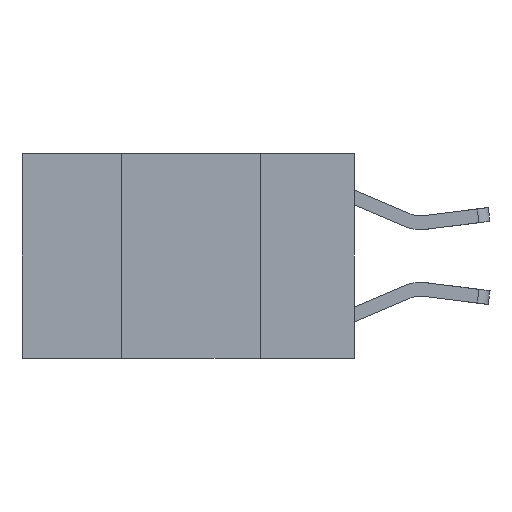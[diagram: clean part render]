
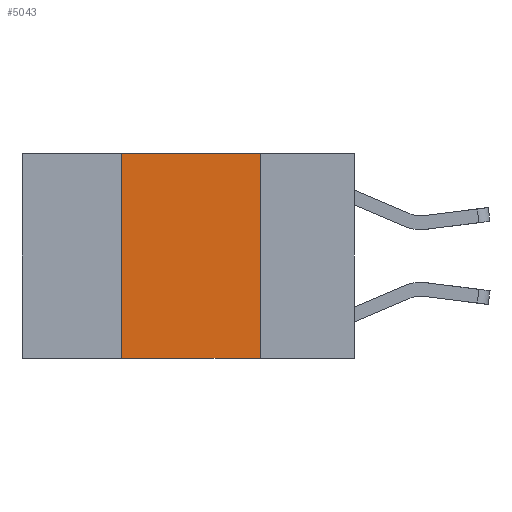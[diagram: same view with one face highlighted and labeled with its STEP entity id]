
A CAD part, left-side view. The second image highlights one B-rep face of the part: STEP entity #5043.
In plain terms, the highlighted planar face has unit normal (-1, 0, 0).
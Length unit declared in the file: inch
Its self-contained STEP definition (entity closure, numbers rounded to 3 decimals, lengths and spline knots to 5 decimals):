
#540 = DIRECTION ( 'NONE',  ( 0., 0., 1. ) ) ;
#1101 = CARTESIAN_POINT ( 'NONE',  ( 0., 0.17, -0.37 ) ) ;
#1412 = CARTESIAN_POINT ( 'NONE',  ( 0., 0.6, -0.37 ) ) ;
#1429 = CARTESIAN_POINT ( 'NONE',  ( 0., 0.17, 0. ) ) ;
#1964 = VERTEX_POINT ( 'NONE', #1101 ) ;
#2154 = VECTOR ( 'NONE', #2221, 39.37008 ) ;
#2221 = DIRECTION ( 'NONE',  ( 0., -1., 0. ) ) ;
#2369 = VECTOR ( 'NONE', #7239, 39.37008 ) ;
#2517 = DIRECTION ( 'NONE',  ( 0., 0., -1. ) ) ;
#2812 = CARTESIAN_POINT ( 'NONE',  ( 0., 0.42, 0. ) ) ;
#2953 = EDGE_CURVE ( 'NONE', #2985, #3418, #9989, .T. ) ;
#2985 = VERTEX_POINT ( 'NONE', #3876 ) ;
#3318 = PLANE ( 'NONE',  #7881 ) ;
#3418 = VERTEX_POINT ( 'NONE', #2812 ) ;
#3540 = EDGE_CURVE ( 'NONE', #10129, #1964, #6067, .T. ) ;
#3876 = CARTESIAN_POINT ( 'NONE',  ( 0., 0.42, -0.37 ) ) ;
#4021 = ORIENTED_EDGE ( 'NONE', *, *, #3540, .F. ) ;
#4201 = CARTESIAN_POINT ( 'NONE',  ( 0., 0.6, 0. ) ) ;
#4298 = LINE ( 'NONE', #4521, #9789 ) ;
#4521 = CARTESIAN_POINT ( 'NONE',  ( 0., 0.6, 0. ) ) ;
#5043 = ADVANCED_FACE ( 'NONE', ( #6273 ), #3318, .F. ) ;
#5176 = EDGE_LOOP ( 'NONE', ( #4021, #6368, #7213, #6517 ) ) ;
#6067 = LINE ( 'NONE', #1429, #2369 ) ;
#6101 = LINE ( 'NONE', #1412, #2154 ) ;
#6273 = FACE_OUTER_BOUND ( 'NONE', #5176, .T. ) ;
#6368 = ORIENTED_EDGE ( 'NONE', *, *, #6872, .F. ) ;
#6517 = ORIENTED_EDGE ( 'NONE', *, *, #7073, .T. ) ;
#6872 = EDGE_CURVE ( 'NONE', #3418, #10129, #4298, .T. ) ;
#7073 = EDGE_CURVE ( 'NONE', #2985, #1964, #6101, .T. ) ;
#7110 = CARTESIAN_POINT ( 'NONE',  ( 0., 0.17, 0. ) ) ;
#7213 = ORIENTED_EDGE ( 'NONE', *, *, #2953, .F. ) ;
#7239 = DIRECTION ( 'NONE',  ( 0., 0., -1. ) ) ;
#7493 = DIRECTION ( 'NONE',  ( 1., 0., 0. ) ) ;
#7881 = AXIS2_PLACEMENT_3D ( 'NONE', #4201, #7493, #2517 ) ;
#9789 = VECTOR ( 'NONE', #9958, 39.37008 ) ;
#9958 = DIRECTION ( 'NONE',  ( 0., -1., 0. ) ) ;
#9989 = LINE ( 'NONE', #10089, #10193 ) ;
#10089 = CARTESIAN_POINT ( 'NONE',  ( 0., 0.42, 0. ) ) ;
#10129 = VERTEX_POINT ( 'NONE', #7110 ) ;
#10193 = VECTOR ( 'NONE', #540, 39.37008 ) ;
